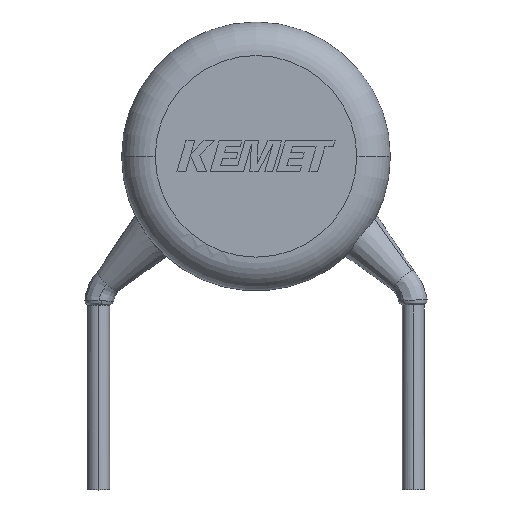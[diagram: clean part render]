
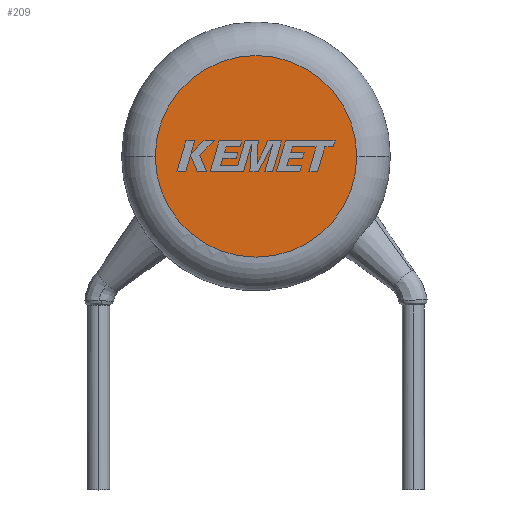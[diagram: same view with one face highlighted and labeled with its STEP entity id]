
A CAD part, top view. The second image highlights one B-rep face of the part: STEP entity #209.
In plain terms, the highlighted planar face has unit normal (0, 0, 1).
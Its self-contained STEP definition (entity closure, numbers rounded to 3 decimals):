
#209 = ADVANCED_FACE ( 'NONE', ( #1489 ), #2075, .T. ) ;
#826 = DIRECTION ( 'NONE',  ( 1., 0., 0. ) ) ;
#830 = CARTESIAN_POINT ( 'NONE',  ( 3., 0., 5. ) ) ;
#1032 = AXIS2_PLACEMENT_3D ( 'NONE', #4080, #2147, #826 ) ;
#1037 = AXIS2_PLACEMENT_3D ( 'NONE', #4168, #3520, #2189 ) ;
#1489 = FACE_OUTER_BOUND ( 'NONE', #2798, .T. ) ;
#1726 = CARTESIAN_POINT ( 'NONE',  ( 0., 0., 5. ) ) ;
#1914 = CIRCLE ( 'NONE', #2121, 3. ) ;
#2019 = VERTEX_POINT ( 'NONE', #2382 ) ;
#2075 = PLANE ( 'NONE',  #1032 ) ;
#2121 = AXIS2_PLACEMENT_3D ( 'NONE', #1726, #4026, #2390 ) ;
#2147 = DIRECTION ( 'NONE',  ( 0., 0., 1. ) ) ;
#2189 = DIRECTION ( 'NONE',  ( 1., 0., 0. ) ) ;
#2237 = VERTEX_POINT ( 'NONE', #830 ) ;
#2382 = CARTESIAN_POINT ( 'NONE',  ( -3., 0., 5. ) ) ;
#2390 = DIRECTION ( 'NONE',  ( 1., 0., 0. ) ) ;
#2798 = EDGE_LOOP ( 'NONE', ( #3083, #3503 ) ) ;
#2825 = EDGE_CURVE ( 'NONE', #2019, #2237, #3467, .T. ) ;
#3083 = ORIENTED_EDGE ( 'NONE', *, *, #3577, .T. ) ;
#3467 = CIRCLE ( 'NONE', #1037, 3. ) ;
#3503 = ORIENTED_EDGE ( 'NONE', *, *, #2825, .T. ) ;
#3520 = DIRECTION ( 'NONE',  ( 0., 0., 1. ) ) ;
#3577 = EDGE_CURVE ( 'NONE', #2237, #2019, #1914, .T. ) ;
#4026 = DIRECTION ( 'NONE',  ( 0., 0., 1. ) ) ;
#4080 = CARTESIAN_POINT ( 'NONE',  ( 0., 0., 5. ) ) ;
#4168 = CARTESIAN_POINT ( 'NONE',  ( 0., 0., 5. ) ) ;
